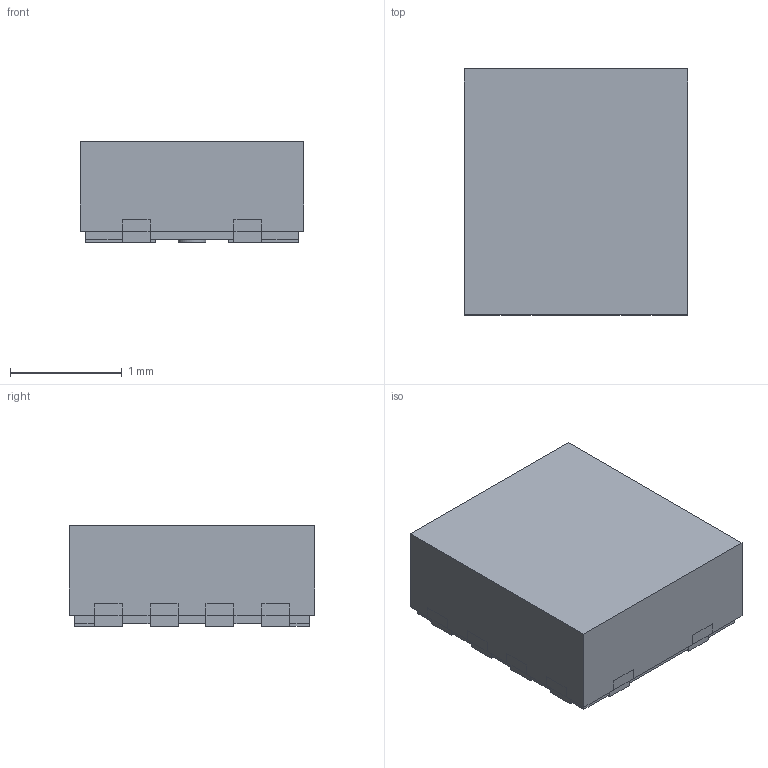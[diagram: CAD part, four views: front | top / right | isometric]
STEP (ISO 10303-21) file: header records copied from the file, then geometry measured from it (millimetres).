
FILE_DESCRIPTION((''),'2;1');
FILE_NAME('RYT0009A_ASM','2024-05-03T07:45:18',('a0412086'),(''),'CREO PARAMETRIC BY PTC INC, 2018500','CREO PARAMETRIC BY PTC INC, 2018500','');
FILE_SCHEMA(('CONFIG_CONTROL_DESIGN','SHAPE_APPEARANCE_LAYERS_GROUPS'));
Length unit declared in the file: millimetre
Products named in the file (4): FRAME_AF0; BODY_AF0; PIN1_AREA; RYT0009A_ASM
Assembly tree (3 placements, depth 2):
  RYT0009A_ASM
    FRAME_AF0
    BODY_AF0
    PIN1_AREA
Bounding box: 2 x 2.2 x 0.9 mm (x, y, z)
Volume: 3.9 mm3; surface area: 24.7 mm2
Topology: 10 solids, 10 shells, 200 faces, 540 edges, 360 vertices
Faces by surface type: plane 176, cylinder 24
Entity records: 8282 total; most frequent: CARTESIAN_POINT 1107, ORIENTED_EDGE 1080, DIRECTION 1002, PRESENTATION_STYLE_ASSIGNMENT 587, STYLED_ITEM 550, CURVE_STYLE 540, EDGE_CURVE 540, VECTOR 492
